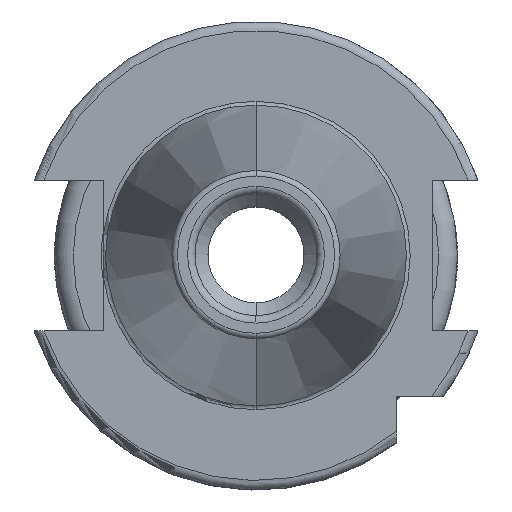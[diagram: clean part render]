
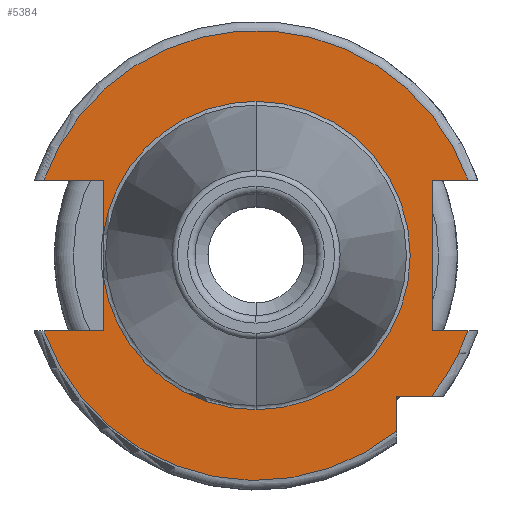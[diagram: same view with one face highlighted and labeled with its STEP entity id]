
A CAD part, top view. The second image highlights one B-rep face of the part: STEP entity #5384.
In plain terms, the highlighted planar face has unit normal (0, 0, 1).
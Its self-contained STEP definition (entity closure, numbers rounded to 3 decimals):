
#1799=CARTESIAN_POINT('',(0,0,15.9));
#1800=DIRECTION('',(0,0,-1));
#1801=DIRECTION('',(0,1,0));
#1802=AXIS2_PLACEMENT_3D('',#1799,#1800,#1801);
#1815=CARTESIAN_POINT('',(0,0,15.9));
#1816=DIRECTION('',(0,0,1));
#1817=DIRECTION('',(0,1,0));
#1818=AXIS2_PLACEMENT_3D('',#1815,#1816,#1817);
#1830=CARTESIAN_POINT('',(0,0,15.9));
#1831=DIRECTION('',(0,0,1));
#1832=DIRECTION('',(-0.991,-0.135,0));
#1833=AXIS2_PLACEMENT_3D('',#1830,#1831,#1832);
#1835=DIRECTION('',(1,0,0));
#1836=VECTOR('',#1835,6.31);
#1837=CARTESIAN_POINT('',(-22.61,-8.05,15.9));
#1838=LINE('',#1837,#1836);
#1839=DIRECTION('',(0,1,0));
#1840=VECTOR('',#1839,5.834);
#1841=CARTESIAN_POINT('',(-16.3,-8.05,15.9));
#1842=LINE('',#1841,#1840);
#1843=DIRECTION('',(0,1,0));
#1844=VECTOR('',#1843,5.834);
#1845=CARTESIAN_POINT('',(-16.3,2.216,15.9));
#1846=LINE('',#1845,#1844);
#1847=DIRECTION('',(1,0,0));
#1848=VECTOR('',#1847,6.31);
#1849=CARTESIAN_POINT('',(-22.61,8.05,15.9));
#1850=LINE('',#1849,#1848);
#1851=DIRECTION('',(-1,0,0));
#1852=VECTOR('',#1851,3.81);
#1853=CARTESIAN_POINT('',(22.61,8.05,15.9));
#1854=LINE('',#1853,#1852);
#1855=DIRECTION('',(0,-1,0));
#1856=VECTOR('',#1855,16.1);
#1857=CARTESIAN_POINT('',(18.8,8.05,15.9));
#1858=LINE('',#1857,#1856);
#1859=DIRECTION('',(-1,0,0));
#1860=VECTOR('',#1859,3.81);
#1861=CARTESIAN_POINT('',(22.61,-8.05,15.9));
#1862=LINE('',#1861,#1860);
#1863=CARTESIAN_POINT('',(0,0,15.9));
#1864=DIRECTION('',(0,0,1));
#1865=DIRECTION('',(0.781,-0.625,0));
#1866=AXIS2_PLACEMENT_3D('',#1863,#1864,#1865);
#1868=DIRECTION('',(-1,0,0));
#1869=VECTOR('',#1868,3.735);
#1870=CARTESIAN_POINT('',(18.735,-15,15.9));
#1871=LINE('',#1870,#1869);
#1872=DIRECTION('',(0,1,0));
#1873=VECTOR('',#1872,3.735);
#1874=CARTESIAN_POINT('',(15,-18.735,15.9));
#1875=LINE('',#1874,#1873);
#1899=CARTESIAN_POINT('',(0,0,15.9));
#1900=DIRECTION('',(0,0,1));
#1901=DIRECTION('',(0.942,0.335,0));
#1902=AXIS2_PLACEMENT_3D('',#1899,#1900,#1901);
#1950=CARTESIAN_POINT('',(0,0,15.9));
#1951=DIRECTION('',(0,0,1));
#1952=DIRECTION('',(-0.942,-0.335,0));
#1953=AXIS2_PLACEMENT_3D('',#1950,#1951,#1952);
#2665=CARTESIAN_POINT('',(0,16.45,15.9));
#2667=VERTEX_POINT('',#2665);
#2687=CARTESIAN_POINT('',(0,-16.45,15.9));
#2689=VERTEX_POINT('',#2687);
#2791=CARTESIAN_POINT('',(-22.61,-8.05,15.9));
#2792=CARTESIAN_POINT('',(-16.3,-8.05,15.9));
#2793=VERTEX_POINT('',#2791);
#2794=VERTEX_POINT('',#2792);
#2795=CARTESIAN_POINT('',(-16.3,-2.216,15.9));
#2796=VERTEX_POINT('',#2795);
#2797=CARTESIAN_POINT('',(-16.3,2.216,15.9));
#2798=CARTESIAN_POINT('',(-16.3,8.05,15.9));
#2799=VERTEX_POINT('',#2797);
#2800=VERTEX_POINT('',#2798);
#2801=CARTESIAN_POINT('',(-22.61,8.05,15.9));
#2802=VERTEX_POINT('',#2801);
#2803=CARTESIAN_POINT('',(18.8,8.05,15.9));
#2804=CARTESIAN_POINT('',(18.8,-8.05,15.9));
#2805=VERTEX_POINT('',#2803);
#2806=VERTEX_POINT('',#2804);
#2807=CARTESIAN_POINT('',(22.61,-8.05,15.9));
#2808=VERTEX_POINT('',#2807);
#2809=CARTESIAN_POINT('',(22.61,8.05,15.9));
#2810=VERTEX_POINT('',#2809);
#2811=CARTESIAN_POINT('',(15,-18.735,15.9));
#2812=CARTESIAN_POINT('',(15,-15,15.9));
#2813=VERTEX_POINT('',#2811);
#2814=VERTEX_POINT('',#2812);
#2815=CARTESIAN_POINT('',(18.735,-15,15.9));
#2816=VERTEX_POINT('',#2815);
#5354=CARTESIAN_POINT('',(0,0,15.9));
#5355=DIRECTION('',(0,0,-1));
#5356=DIRECTION('',(0,-1,0));
#5357=AXIS2_PLACEMENT_3D('',#5354,#5355,#5356);
#5358=PLANE('',#5357);
#5359=ORIENTED_EDGE('',*,*,#3237,.T.);
#5360=ORIENTED_EDGE('',*,*,#3346,.T.);
#5361=ORIENTED_EDGE('',*,*,#5349,.T.);
#5362=ORIENTED_EDGE('',*,*,#5330,.F.);
#5363=ORIENTED_EDGE('',*,*,#5344,.T.);
#5364=ORIENTED_EDGE('',*,*,#3342,.T.);
#5365=ORIENTED_EDGE('',*,*,#3318,.F.);
#5367=ORIENTED_EDGE('',*,*,#5366,.F.);
#5369=ORIENTED_EDGE('',*,*,#5368,.T.);
#5371=ORIENTED_EDGE('',*,*,#5370,.T.);
#5373=ORIENTED_EDGE('',*,*,#5372,.F.);
#5375=ORIENTED_EDGE('',*,*,#5374,.F.);
#5377=ORIENTED_EDGE('',*,*,#5376,.T.);
#5379=ORIENTED_EDGE('',*,*,#5378,.F.);
#5381=ORIENTED_EDGE('',*,*,#5380,.F.);
#5382=EDGE_LOOP('',(#5359,#5360,#5361,#5362,#5363,#5364,#5365,#5367,#5369,#5371,
#5373,#5375,#5377,#5379,#5381));
#5383=FACE_OUTER_BOUND('',#5382,.F.);
#5384=ADVANCED_FACE('',(#5383),#5358,.F.);
#1803=CIRCLE('',#1802,16.45);
#1819=CIRCLE('',#1818,16.45);
#1834=CIRCLE('',#1833,16.45);
#1867=CIRCLE('',#1866,24);
#1903=CIRCLE('',#1902,24);
#1954=CIRCLE('',#1953,24);
#3237=EDGE_CURVE('',#2793,#2794,#1838,.T.);
#3318=EDGE_CURVE('',#2802,#2800,#1850,.T.);
#3342=EDGE_CURVE('',#2799,#2800,#1846,.T.);
#3346=EDGE_CURVE('',#2794,#2796,#1842,.T.);
#5330=EDGE_CURVE('',#2667,#2689,#1803,.T.);
#5344=EDGE_CURVE('',#2667,#2799,#1819,.T.);
#5349=EDGE_CURVE('',#2796,#2689,#1834,.T.);
#5366=EDGE_CURVE('',#2810,#2802,#1903,.T.);
#5368=EDGE_CURVE('',#2810,#2805,#1854,.T.);
#5370=EDGE_CURVE('',#2805,#2806,#1858,.T.);
#5372=EDGE_CURVE('',#2808,#2806,#1862,.T.);
#5374=EDGE_CURVE('',#2816,#2808,#1867,.T.);
#5376=EDGE_CURVE('',#2816,#2814,#1871,.T.);
#5378=EDGE_CURVE('',#2813,#2814,#1875,.T.);
#5380=EDGE_CURVE('',#2793,#2813,#1954,.T.);
